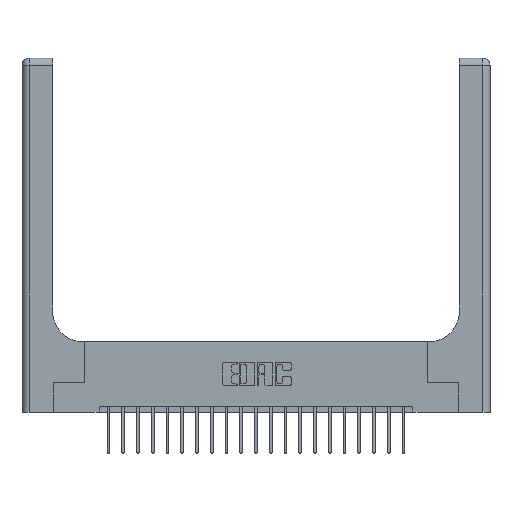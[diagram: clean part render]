
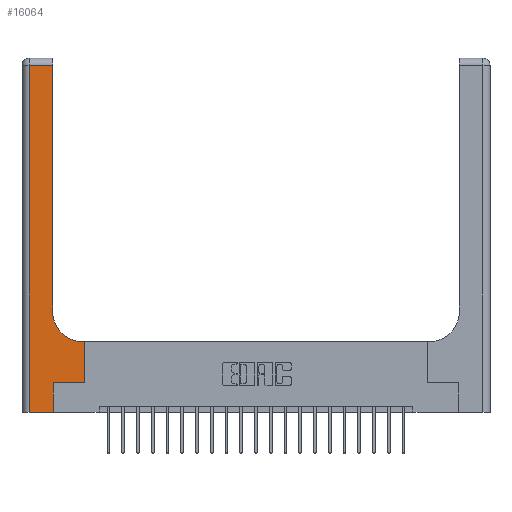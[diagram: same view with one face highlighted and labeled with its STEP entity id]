
A CAD part, top view. The second image highlights one B-rep face of the part: STEP entity #16064.
In plain terms, the highlighted planar face has unit normal (0, 0, 1).
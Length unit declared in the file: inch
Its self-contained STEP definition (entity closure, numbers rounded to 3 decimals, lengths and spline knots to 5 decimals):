
#155 = LINE ( 'NONE', #7014, #6331 ) ;
#169 = ORIENTED_EDGE ( 'NONE', *, *, #18926, .T. ) ;
#794 = DIRECTION ( 'NONE',  ( 0., -1., 0. ) ) ;
#1235 = EDGE_CURVE ( 'NONE', #11937, #19426, #6328, .T. ) ;
#1241 = DIRECTION ( 'NONE',  ( -1., 0., 0. ) ) ;
#1376 = ORIENTED_EDGE ( 'NONE', *, *, #7608, .T. ) ;
#1484 = EDGE_CURVE ( 'NONE', #19426, #1844, #8712, .T. ) ;
#1534 = ORIENTED_EDGE ( 'NONE', *, *, #14243, .T. ) ;
#1589 = VECTOR ( 'NONE', #2531, 39.37008 ) ;
#1757 = PLANE ( 'NONE',  #20241 ) ;
#1844 = VERTEX_POINT ( 'NONE', #5365 ) ;
#2069 = ORIENTED_EDGE ( 'NONE', *, *, #16173, .T. ) ;
#2341 = CARTESIAN_POINT ( 'NONE',  ( 0.06, 0., 0.37 ) ) ;
#2531 = DIRECTION ( 'NONE',  ( 1., 0., 0. ) ) ;
#2814 = CARTESIAN_POINT ( 'NONE',  ( 0.265, 0., 0.37 ) ) ;
#3200 = VERTEX_POINT ( 'NONE', #19782 ) ;
#3442 = DIRECTION ( 'NONE',  ( -1., 0., 0. ) ) ;
#3522 = CARTESIAN_POINT ( 'NONE',  ( 0.265, 0.25, 0.37 ) ) ;
#3665 = CARTESIAN_POINT ( 'NONE',  ( 0., 3., 0.37 ) ) ;
#4477 = CARTESIAN_POINT ( 'NONE',  ( 0., 2.94, 0.37 ) ) ;
#5291 = DIRECTION ( 'NONE',  ( 0., 1., 0. ) ) ;
#5365 = CARTESIAN_POINT ( 'NONE',  ( 0.26, 0.85, 0.37 ) ) ;
#5440 = VERTEX_POINT ( 'NONE', #14244 ) ;
#5689 = CARTESIAN_POINT ( 'NONE',  ( 0., 0., 0.37 ) ) ;
#6166 = LINE ( 'NONE', #4477, #8588 ) ;
#6205 = LINE ( 'NONE', #2814, #20336 ) ;
#6328 = LINE ( 'NONE', #20000, #10468 ) ;
#6331 = VECTOR ( 'NONE', #10710, 39.37008 ) ;
#6918 = VECTOR ( 'NONE', #5291, 39.37008 ) ;
#7014 = CARTESIAN_POINT ( 'NONE',  ( 0.26, 3., 0.37 ) ) ;
#7200 = CARTESIAN_POINT ( 'NONE',  ( 0.51, 0.85, 0.37 ) ) ;
#7257 = AXIS2_PLACEMENT_3D ( 'NONE', #7200, #17286, #7308 ) ;
#7308 = DIRECTION ( 'NONE',  ( 1., 0., 0. ) ) ;
#7596 = LINE ( 'NONE', #5689, #1589 ) ;
#7608 = EDGE_CURVE ( 'NONE', #16813, #16921, #6166, .T. ) ;
#7763 = ORIENTED_EDGE ( 'NONE', *, *, #1484, .T. ) ;
#8407 = CARTESIAN_POINT ( 'NONE',  ( 0.528, 0.25, 0.37 ) ) ;
#8588 = VECTOR ( 'NONE', #19954, 39.37008 ) ;
#8712 = CIRCLE ( 'NONE', #7257, 0.25 ) ;
#9594 = CARTESIAN_POINT ( 'NONE',  ( 0.26, 2.94, 0.37 ) ) ;
#10268 = LINE ( 'NONE', #3522, #12076 ) ;
#10468 = VECTOR ( 'NONE', #1241, 39.37008 ) ;
#10710 = DIRECTION ( 'NONE',  ( 0., 1., 0. ) ) ;
#11363 = CARTESIAN_POINT ( 'NONE',  ( 0.51, 0.6, 0.37 ) ) ;
#11573 = DIRECTION ( 'NONE',  ( 0., 1., 0. ) ) ;
#11922 = ORIENTED_EDGE ( 'NONE', *, *, #17886, .T. ) ;
#11937 = VERTEX_POINT ( 'NONE', #21635 ) ;
#12027 = CARTESIAN_POINT ( 'NONE',  ( 0.528, 0.25, 0.37 ) ) ;
#12076 = VECTOR ( 'NONE', #13985, 39.37008 ) ;
#12177 = ORIENTED_EDGE ( 'NONE', *, *, #19428, .T. ) ;
#12290 = CARTESIAN_POINT ( 'NONE',  ( 0.06, 3., 0.37 ) ) ;
#12430 = DIRECTION ( 'NONE',  ( 0., 0., -1. ) ) ;
#12988 = VERTEX_POINT ( 'NONE', #2341 ) ;
#13173 = CARTESIAN_POINT ( 'NONE',  ( 0.06, 2.94, 0.37 ) ) ;
#13831 = LINE ( 'NONE', #12027, #6918 ) ;
#13985 = DIRECTION ( 'NONE',  ( 1., 0., 0. ) ) ;
#14243 = EDGE_CURVE ( 'NONE', #21351, #11937, #13831, .T. ) ;
#14244 = CARTESIAN_POINT ( 'NONE',  ( 0.265, 0.25, 0.37 ) ) ;
#15442 = EDGE_LOOP ( 'NONE', ( #11922, #1376, #20219, #2069, #12177, #169, #1534, #19971, #7763 ) ) ;
#16064 = ADVANCED_FACE ( 'NONE', ( #19159 ), #1757, .F. ) ;
#16081 = VECTOR ( 'NONE', #794, 39.37008 ) ;
#16173 = EDGE_CURVE ( 'NONE', #12988, #3200, #7596, .T. ) ;
#16294 = LINE ( 'NONE', #12290, #16081 ) ;
#16813 = VERTEX_POINT ( 'NONE', #9594 ) ;
#16921 = VERTEX_POINT ( 'NONE', #13173 ) ;
#17286 = DIRECTION ( 'NONE',  ( 0., 0., -1. ) ) ;
#17886 = EDGE_CURVE ( 'NONE', #1844, #16813, #155, .T. ) ;
#18926 = EDGE_CURVE ( 'NONE', #5440, #21351, #10268, .T. ) ;
#19159 = FACE_OUTER_BOUND ( 'NONE', #15442, .T. ) ;
#19426 = VERTEX_POINT ( 'NONE', #11363 ) ;
#19428 = EDGE_CURVE ( 'NONE', #3200, #5440, #6205, .T. ) ;
#19782 = CARTESIAN_POINT ( 'NONE',  ( 0.265, 0., 0.37 ) ) ;
#19954 = DIRECTION ( 'NONE',  ( -1., 0., 0. ) ) ;
#19971 = ORIENTED_EDGE ( 'NONE', *, *, #1235, .T. ) ;
#20000 = CARTESIAN_POINT ( 'NONE',  ( 0.26, 0.6, 0.37 ) ) ;
#20219 = ORIENTED_EDGE ( 'NONE', *, *, #20673, .T. ) ;
#20241 = AXIS2_PLACEMENT_3D ( 'NONE', #3665, #12430, #3442 ) ;
#20336 = VECTOR ( 'NONE', #11573, 39.37008 ) ;
#20673 = EDGE_CURVE ( 'NONE', #16921, #12988, #16294, .T. ) ;
#21351 = VERTEX_POINT ( 'NONE', #8407 ) ;
#21635 = CARTESIAN_POINT ( 'NONE',  ( 0.528, 0.6, 0.37 ) ) ;
